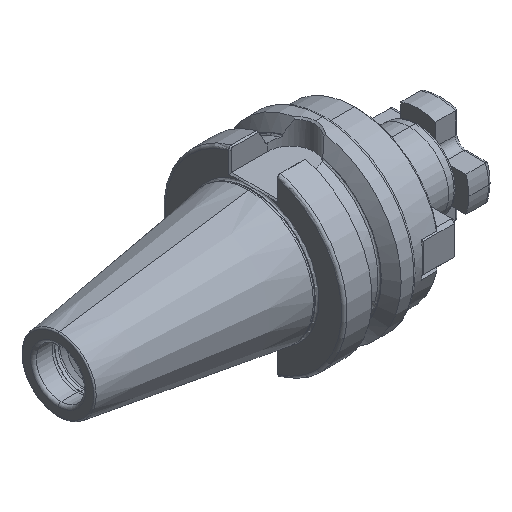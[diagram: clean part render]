
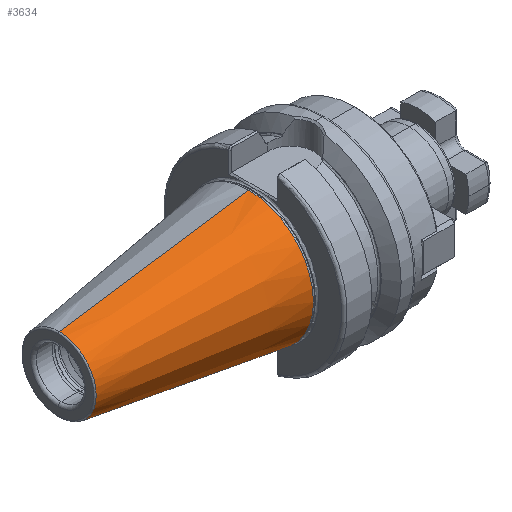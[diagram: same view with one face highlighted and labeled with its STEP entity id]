
A CAD part, isometric view. The second image highlights one B-rep face of the part: STEP entity #3634.
In plain terms, the highlighted conical face has half-angle 8.297 degrees and reference radius 22.298 mm.
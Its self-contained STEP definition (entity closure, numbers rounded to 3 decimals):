
#3634 = ADVANCED_FACE ( 'NONE', ( #7331 ), #7299, .T. ) ;
#3901 = LINE ( 'NONE', #8316, #3906 ) ;
#3906 = VECTOR ( 'NONE', #8274, 1000. ) ;
#3994 = VECTOR ( 'NONE', #28480, 1000. ) ;
#4039 = LINE ( 'NONE', #28513, #3994 ) ;
#4441 = AXIS2_PLACEMENT_3D ( 'NONE', #29372, #29373, #29374 ) ;
#4479 = AXIS2_PLACEMENT_3D ( 'NONE', #29961, #29994, #29984 ) ;
#6720 = EDGE_LOOP ( 'NONE', ( #26936, #26973, #26923, #26906 ) ) ;
#7299 = CONICAL_SURFACE ( 'NONE', #12893, 22.298, 0.145 ) ;
#7331 = FACE_OUTER_BOUND ( 'NONE', #6720, .T. ) ;
#8274 = DIRECTION ( 'NONE',  ( 0.99, 0., 0.144 ) ) ;
#8316 = CARTESIAN_POINT ( 'NONE',  ( -1.5, 0., 22.298 ) ) ;
#12749 = EDGE_CURVE ( 'NONE', #15195, #15234, #15998, .T. ) ;
#12808 = EDGE_CURVE ( 'NONE', #15137, #15180, #16142, .T. ) ;
#12893 = AXIS2_PLACEMENT_3D ( 'NONE', #22164, #22193, #22187 ) ;
#15137 = VERTEX_POINT ( 'NONE', #21637 ) ;
#15180 = VERTEX_POINT ( 'NONE', #21622 ) ;
#15195 = VERTEX_POINT ( 'NONE', #21644 ) ;
#15234 = VERTEX_POINT ( 'NONE', #21658 ) ;
#15998 = CIRCLE ( 'NONE', #4441, 12.75 ) ;
#16142 = CIRCLE ( 'NONE', #4479, 22.298 ) ;
#18248 = EDGE_CURVE ( 'NONE', #15195, #15137, #3901, .T. ) ;
#18371 = EDGE_CURVE ( 'NONE', #15234, #15180, #4039, .T. ) ;
#21622 = CARTESIAN_POINT ( 'NONE',  ( -1.5, 0., -22.298 ) ) ;
#21637 = CARTESIAN_POINT ( 'NONE',  ( -1.5, 0., 22.298 ) ) ;
#21644 = CARTESIAN_POINT ( 'NONE',  ( -66.972, 0., 12.75 ) ) ;
#21658 = CARTESIAN_POINT ( 'NONE',  ( -66.972, 0., -12.75 ) ) ;
#22164 = CARTESIAN_POINT ( 'NONE',  ( -1.5, 0., 0. ) ) ;
#22187 = DIRECTION ( 'NONE',  ( 0., 0., -1. ) ) ;
#22193 = DIRECTION ( 'NONE',  ( 1., 0., 0. ) ) ;
#26906 = ORIENTED_EDGE ( 'NONE', *, *, #12808, .F. ) ;
#26923 = ORIENTED_EDGE ( 'NONE', *, *, #18371, .T. ) ;
#26936 = ORIENTED_EDGE ( 'NONE', *, *, #18248, .F. ) ;
#26973 = ORIENTED_EDGE ( 'NONE', *, *, #12749, .T. ) ;
#28480 = DIRECTION ( 'NONE',  ( 0.99, 0., -0.144 ) ) ;
#28513 = CARTESIAN_POINT ( 'NONE',  ( -1.5, 0., -22.298 ) ) ;
#29372 = CARTESIAN_POINT ( 'NONE',  ( -66.972, 0., 0. ) ) ;
#29373 = DIRECTION ( 'NONE',  ( 1., 0., 0. ) ) ;
#29374 = DIRECTION ( 'NONE',  ( 0., 0., -1. ) ) ;
#29961 = CARTESIAN_POINT ( 'NONE',  ( -1.5, 0., 0. ) ) ;
#29984 = DIRECTION ( 'NONE',  ( 0., 0., -1. ) ) ;
#29994 = DIRECTION ( 'NONE',  ( 1., 0., 0. ) ) ;
